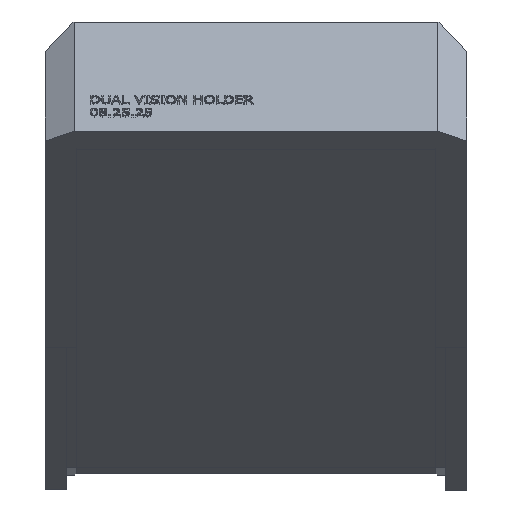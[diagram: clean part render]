
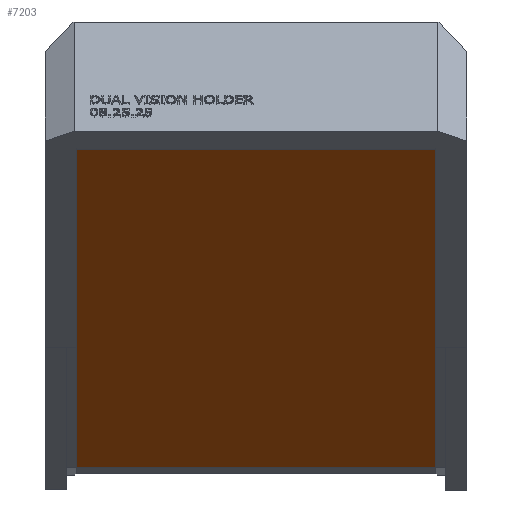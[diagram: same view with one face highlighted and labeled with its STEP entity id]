
A CAD part, front view. The second image highlights one B-rep face of the part: STEP entity #7203.
In plain terms, the highlighted planar face has unit normal (0, -0.574, -0.819).
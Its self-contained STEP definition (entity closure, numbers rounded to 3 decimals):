
#883=FACE_OUTER_BOUND('',#1298,.T.);
#1298=EDGE_LOOP('',(#6537,#6538,#6539,#6540));
#1955=LINE('',#12603,#2690);
#1963=LINE('',#12619,#2698);
#2035=LINE('',#12761,#2770);
#2036=LINE('',#12762,#2771);
#2690=VECTOR('',#8499,10.);
#2698=VECTOR('',#8511,10.);
#2770=VECTOR('',#8627,10.);
#2771=VECTOR('',#8628,10.);
#3419=VERTEX_POINT('',#12600);
#3420=VERTEX_POINT('',#12602);
#3425=VERTEX_POINT('',#12616);
#3426=VERTEX_POINT('',#12618);
#4429=EDGE_CURVE('',#3419,#3420,#1955,.T.);
#4437=EDGE_CURVE('',#3425,#3426,#1963,.T.);
#4509=EDGE_CURVE('',#3425,#3420,#2035,.T.);
#4510=EDGE_CURVE('',#3426,#3419,#2036,.T.);
#6537=ORIENTED_EDGE('',*,*,#4509,.T.);
#6538=ORIENTED_EDGE('',*,*,#4429,.F.);
#6539=ORIENTED_EDGE('',*,*,#4510,.F.);
#6540=ORIENTED_EDGE('',*,*,#4437,.F.);
#6821=PLANE('',#7454);
#7203=ADVANCED_FACE('',(#883),#6821,.F.);
#7454=AXIS2_PLACEMENT_3D('',#12760,#8625,#8626);
#8499=DIRECTION('',(0.,0.819,-0.574));
#8511=DIRECTION('',(0.,-0.819,0.574));
#8625=DIRECTION('center_axis',(0.,0.574,0.819));
#8626=DIRECTION('ref_axis',(1.,0.,0.));
#8627=DIRECTION('',(1.,0.,0.));
#8628=DIRECTION('',(1.,0.,0.));
#12600=CARTESIAN_POINT('',(43.732,-111.529,119.381));
#12602=CARTESIAN_POINT('',(43.732,33.687,17.7));
#12603=CARTESIAN_POINT('',(43.732,-62.38,84.966));
#12616=CARTESIAN_POINT('',(-48.732,33.687,17.7));
#12618=CARTESIAN_POINT('',(-48.732,-111.529,119.381));
#12619=CARTESIAN_POINT('',(-48.732,-62.38,84.966));
#12760=CARTESIAN_POINT('Origin',(-2.5,4.166,38.37));
#12761=CARTESIAN_POINT('',(-28.616,33.687,17.7));
#12762=CARTESIAN_POINT('',(-48.732,-111.529,119.381));
